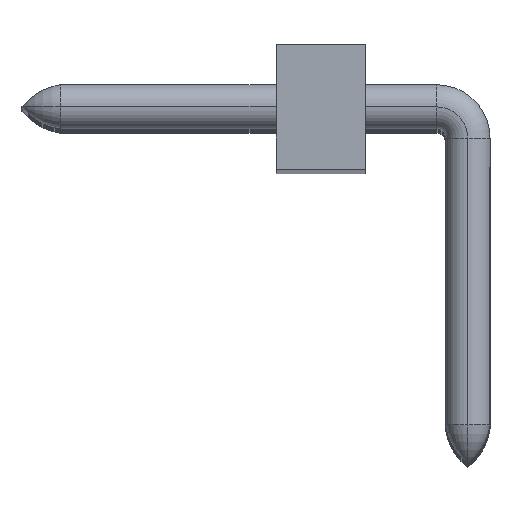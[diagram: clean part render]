
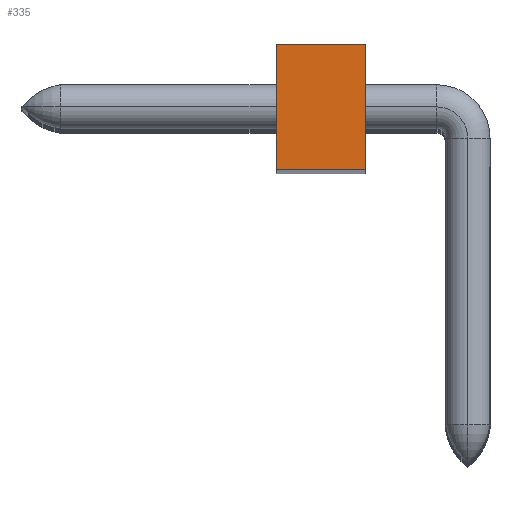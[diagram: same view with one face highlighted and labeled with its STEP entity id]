
A CAD part, top view. The second image highlights one B-rep face of the part: STEP entity #335.
In plain terms, the highlighted planar face has unit normal (0, 0, 1).
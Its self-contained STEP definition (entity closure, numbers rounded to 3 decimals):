
#335=ADVANCED_FACE('',(#853),#854,.T.);
#853=FACE_OUTER_BOUND('',#1583,.T.);
#854=PLANE('',#1584);
#1583=EDGE_LOOP('',(#2511,#2512,#2513,#2514));
#1584=AXIS2_PLACEMENT_3D('',#2515,#2516,#2517);
#2511=ORIENTED_EDGE('',*,*,#4316,.T.);
#2512=ORIENTED_EDGE('',*,*,#4317,.T.);
#2513=ORIENTED_EDGE('',*,*,#4318,.F.);
#2514=ORIENTED_EDGE('',*,*,#4319,.F.);
#2515=CARTESIAN_POINT('',(47.0,41.0,95.));
#2516=DIRECTION('',(-0.0,0.0,1.0));
#2517=DIRECTION('',(0.0,1.0,0.0));
#4316=EDGE_CURVE('',#5179,#5180,#5181,.T.);
#4317=EDGE_CURVE('',#5180,#5182,#5183,.T.);
#4318=EDGE_CURVE('',#5184,#5182,#5185,.T.);
#4319=EDGE_CURVE('',#5179,#5184,#5186,.T.);
#5179=VERTEX_POINT('',#6254);
#5180=VERTEX_POINT('',#6255);
#5181=LINE('',#6256,#6257);
#5182=VERTEX_POINT('',#6258);
#5183=LINE('',#6259,#6260);
#5184=VERTEX_POINT('',#6261);
#5185=LINE('',#6262,#6263);
#5186=LINE('',#6264,#6265);
#6254=CARTESIAN_POINT('',(47.0,43.8,95.));
#6255=CARTESIAN_POINT('',(47.0,41.0,95.));
#6256=CARTESIAN_POINT('',(47.0,43.8,95.));
#6257=VECTOR('',#7510,1.0);
#6258=CARTESIAN_POINT('',(49.0,41.0,95.));
#6259=CARTESIAN_POINT('',(47.0,41.0,95.));
#6260=VECTOR('',#7511,1.0);
#6261=CARTESIAN_POINT('',(49.0,43.8,95.));
#6262=CARTESIAN_POINT('',(49.0,43.8,95.));
#6263=VECTOR('',#7512,1.0);
#6264=CARTESIAN_POINT('',(47.0,43.8,95.));
#6265=VECTOR('',#7513,1.0);
#7510=DIRECTION('',(0.0,-1.0,0.0));
#7511=DIRECTION('',(1.0,0.0,0.0));
#7512=DIRECTION('',(0.0,-1.0,0.0));
#7513=DIRECTION('',(1.0,0.0,0.0));
